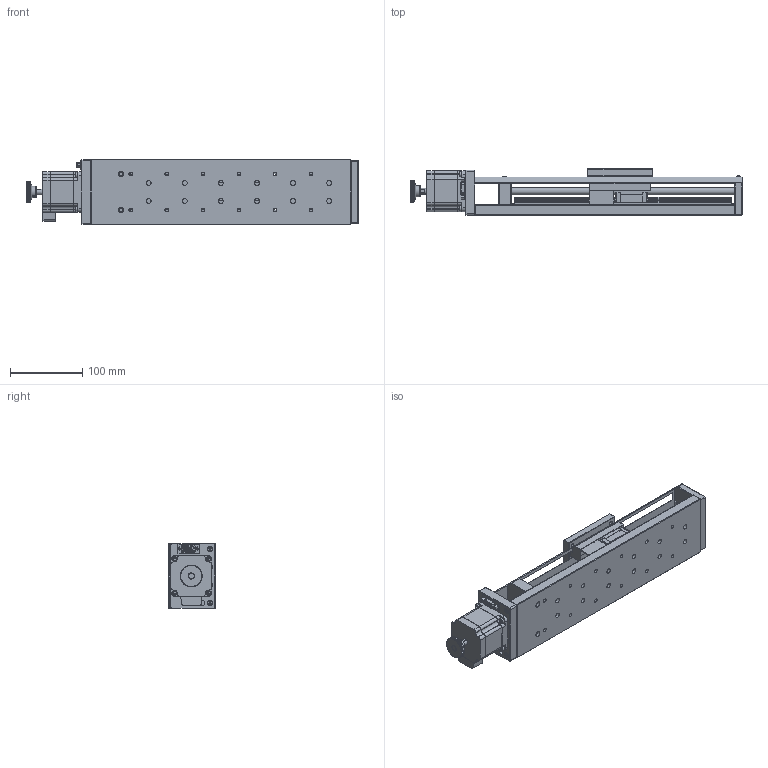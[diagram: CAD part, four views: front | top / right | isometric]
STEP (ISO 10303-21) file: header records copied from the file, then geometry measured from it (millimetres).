
FILE_DESCRIPTION (( 'STEP AP203' ), '1' );
FILE_NAME ('MTP90-200.step', '2017-01-10T10:33:07', ( '¦K¬P' ), ( '' ), 'SwSTEP 2.0', 'SolidWorks 2012', '' );
FILE_SCHEMA (( 'CONFIG_CONTROL_DESIGN' ));
Length unit declared in the file: millimetre
Products named in the file (1): MTP90-200
Bounding box: 460 x 64 x 90 mm (x, y, z)
Surface area: 263277.6 mm2 (no closed solid volume)
Topology: 0 solids, 102 shells, 1102 faces, 3677 edges, 2610 vertices
Faces by surface type: plane 629, cylinder 374, cone 45, sphere 33, torus 17, bspline 4
Full cylindrical faces by diameter (mm): 1.04 x9, 1.14 x9, 1.64 x9, 2.5 x2, 3 x4, 3.3 x6, 4 x3, 4.5 x2, 5 x25, 5.7 x3, 6 x12, 6.6 x12, 7 x10, 7.5 x1, 7.6 x2, 8 x13, 10 x1, 11 x10, 14 x1, 15 x1, 15.8 x1, 38.1 x1
Entity records: 39212 total; most frequent: CARTESIAN_POINT 8262, DIRECTION 6343, ORIENTED_EDGE 5508, EDGE_CURVE 3413, VERTEX_POINT 2551, AXIS2_PLACEMENT_3D 2152, LINE 2039, VECTOR 2039
